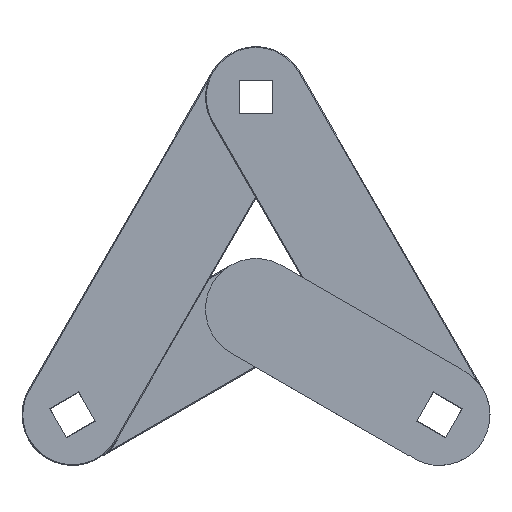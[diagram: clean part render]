
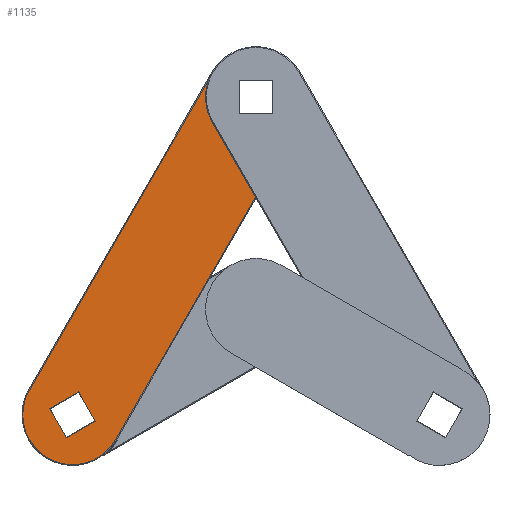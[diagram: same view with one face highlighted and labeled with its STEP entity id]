
A CAD part, front view. The second image highlights one B-rep face of the part: STEP entity #1135.
In plain terms, the highlighted face is planar.
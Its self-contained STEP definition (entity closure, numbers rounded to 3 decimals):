
#98=FACE_BOUND('',#236,.T.);
#114=CIRCLE('',#1222,12.3);
#120=CIRCLE('',#1236,12.5);
#169=FACE_OUTER_BOUND('',#235,.T.);
#235=EDGE_LOOP('',(#854,#855,#856,#857));
#236=EDGE_LOOP('',(#858,#859,#860,#861));
#289=LINE('',#1690,#404);
#291=LINE('',#1701,#406);
#323=LINE('',#1777,#438);
#326=LINE('',#1783,#441);
#329=LINE('',#1789,#444);
#332=LINE('',#1793,#447);
#404=VECTOR('',#1344,10.);
#406=VECTOR('',#1356,10.);
#438=VECTOR('',#1430,10.);
#441=VECTOR('',#1435,10.);
#444=VECTOR('',#1440,10.);
#447=VECTOR('',#1445,10.);
#519=VERTEX_POINT('',#1683);
#522=VERTEX_POINT('',#1688);
#524=VERTEX_POINT('',#1693);
#526=VERTEX_POINT('',#1699);
#548=VERTEX_POINT('',#1774);
#549=VERTEX_POINT('',#1776);
#551=VERTEX_POINT('',#1782);
#553=VERTEX_POINT('',#1788);
#615=EDGE_CURVE('',#522,#519,#289,.T.);
#617=EDGE_CURVE('',#524,#522,#114,.T.);
#620=EDGE_CURVE('',#526,#524,#291,.T.);
#638=EDGE_CURVE('',#526,#519,#120,.T.);
#658=EDGE_CURVE('',#549,#548,#323,.T.);
#661=EDGE_CURVE('',#551,#549,#326,.T.);
#664=EDGE_CURVE('',#553,#551,#329,.T.);
#667=EDGE_CURVE('',#548,#553,#332,.T.);
#854=ORIENTED_EDGE('',*,*,#620,.F.);
#855=ORIENTED_EDGE('',*,*,#638,.T.);
#856=ORIENTED_EDGE('',*,*,#615,.F.);
#857=ORIENTED_EDGE('',*,*,#617,.F.);
#858=ORIENTED_EDGE('',*,*,#667,.T.);
#859=ORIENTED_EDGE('',*,*,#664,.T.);
#860=ORIENTED_EDGE('',*,*,#661,.T.);
#861=ORIENTED_EDGE('',*,*,#658,.T.);
#1082=PLANE('',#1250);
#1135=ADVANCED_FACE('',(#169,#98),#1082,.T.);
#1222=AXIS2_PLACEMENT_3D('',#1695,#1348,#1349);
#1236=AXIS2_PLACEMENT_3D('',#1736,#1390,#1391);
#1250=AXIS2_PLACEMENT_3D('',#1794,#1446,#1447);
#1344=DIRECTION('',(-0.5,0.,0.866));
#1348=DIRECTION('center_axis',(0.,-1.,0.));
#1349=DIRECTION('ref_axis',(1.,0.,0.));
#1356=DIRECTION('',(0.5,0.,-0.866));
#1390=DIRECTION('center_axis',(0.,-1.,0.));
#1391=DIRECTION('ref_axis',(1.,0.,0.));
#1430=DIRECTION('',(-0.5,0.,-0.866));
#1435=DIRECTION('',(-0.866,0.,0.5));
#1440=DIRECTION('',(0.5,0.,0.866));
#1445=DIRECTION('',(0.866,0.,-0.5));
#1446=DIRECTION('center_axis',(0.,1.,0.));
#1447=DIRECTION('ref_axis',(1.,0.,0.));
#1683=CARTESIAN_POINT('',(11.766,5.,56.646));
#1688=CARTESIAN_POINT('',(56.053,5.,-20.063));
#1690=CARTESIAN_POINT('',(22.002,5.,38.916));
#1693=CARTESIAN_POINT('',(34.749,5.,-32.362));
#1695=CARTESIAN_POINT('Origin',(45.401,5.,-26.212));
#1699=CARTESIAN_POINT('',(-9.539,5.,44.346));
#1701=CARTESIAN_POINT('',(23.399,5.,-12.703));
#1736=CARTESIAN_POINT('Origin',(0.,5.,52.425));
#1774=CARTESIAN_POINT('',(39.732,5.,-27.732));
#1776=CARTESIAN_POINT('',(43.882,5.,-20.543));
#1777=CARTESIAN_POINT('',(43.882,5.,-20.543));
#1782=CARTESIAN_POINT('',(51.07,5.,-24.693));
#1783=CARTESIAN_POINT('',(51.07,5.,-24.693));
#1788=CARTESIAN_POINT('',(46.92,5.,-31.882));
#1789=CARTESIAN_POINT('',(46.92,5.,-31.882));
#1793=CARTESIAN_POINT('',(39.732,5.,-27.732));
#1794=CARTESIAN_POINT('Origin',(22.701,5.,13.106));
